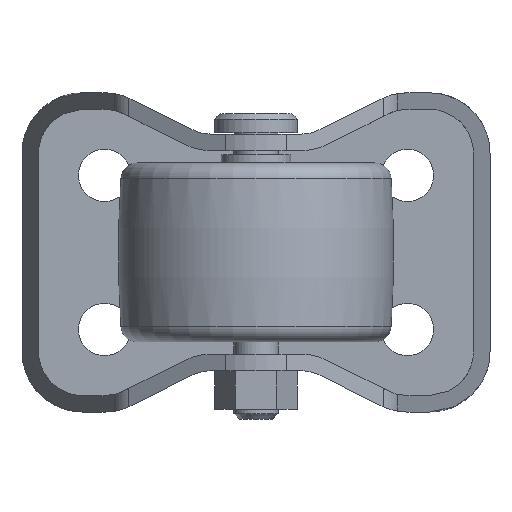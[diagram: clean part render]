
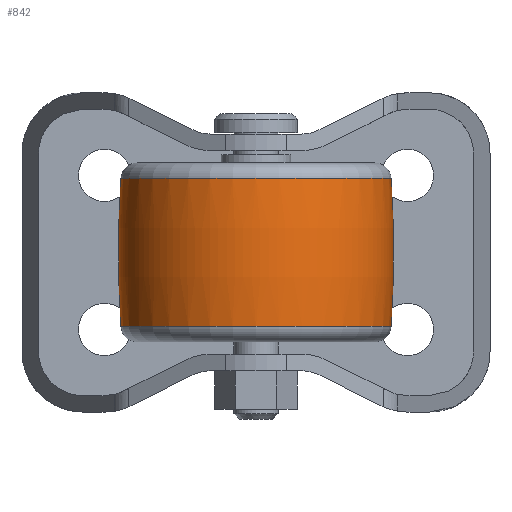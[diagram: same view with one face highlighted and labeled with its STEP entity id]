
A CAD part, front view. The second image highlights one B-rep face of the part: STEP entity #842.
In plain terms, the highlighted toroidal (fillet/blend) face has major radius 175 mm and minor radius 200 mm.
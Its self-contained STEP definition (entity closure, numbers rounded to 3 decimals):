
#632 = ORIENTED_EDGE ( 'NONE', *, *, #1383, .F. ) ;
#633 = EDGE_CURVE ( 'NONE', #1226, #1215, #2567, .T. ) ;
#634 = ORIENTED_EDGE ( 'NONE', *, *, #633, .T. ) ;
#831 = EDGE_LOOP ( 'NONE', ( #632, #634, #845, #844 ) ) ;
#842 = ADVANCED_FACE ( 'NONE', ( #2752 ), #2853, .T. ) ;
#843 = EDGE_CURVE ( 'NONE', #1259, #1180, #2902, .T. ) ;
#844 = ORIENTED_EDGE ( 'NONE', *, *, #843, .T. ) ;
#845 = ORIENTED_EDGE ( 'NONE', *, *, #1375, .T. ) ;
#1180 = VERTEX_POINT ( 'NONE', #3480 ) ;
#1215 = VERTEX_POINT ( 'NONE', #3416 ) ;
#1226 = VERTEX_POINT ( 'NONE', #3534 ) ;
#1259 = VERTEX_POINT ( 'NONE', #3572 ) ;
#1375 = EDGE_CURVE ( 'NONE', #1215, #1259, #3764, .T. ) ;
#1383 = EDGE_CURVE ( 'NONE', #1226, #1180, #3747, .T. ) ;
#2563 = DIRECTION ( 'NONE',  ( 1., 0., 0. ) ) ;
#2564 = DIRECTION ( 'NONE',  ( 0., 0., 1. ) ) ;
#2565 = CARTESIAN_POINT ( 'NONE',  ( 0., -53., -13.452 ) ) ;
#2566 = AXIS2_PLACEMENT_3D ( 'NONE', #2565, #2564, #2563 ) ;
#2567 = CIRCLE ( 'NONE', #2566, 24.547 ) ;
#2752 = FACE_OUTER_BOUND ( 'NONE', #831, .T. ) ;
#2833 = DIRECTION ( 'NONE',  ( 1., 0., 0. ) ) ;
#2834 = DIRECTION ( 'NONE',  ( 0., 0., 1. ) ) ;
#2853 = TOROIDAL_SURFACE ( 'NONE', #2886, -175., 200. ) ;
#2885 = CARTESIAN_POINT ( 'NONE',  ( 0., -53., 0. ) ) ;
#2886 = AXIS2_PLACEMENT_3D ( 'NONE', #2885, #2834, #2833 ) ;
#2899 = DIRECTION ( 'NONE',  ( -1., 0., 0. ) ) ;
#2900 = DIRECTION ( 'NONE',  ( 0., 0., -1. ) ) ;
#2901 = CARTESIAN_POINT ( 'NONE',  ( 0., -53., 13.452 ) ) ;
#2902 = CIRCLE ( 'NONE', #2954, 24.547 ) ;
#2954 = AXIS2_PLACEMENT_3D ( 'NONE', #2901, #2900, #2899 ) ;
#3416 = CARTESIAN_POINT ( 'NONE',  ( 24.547, -53., -13.452 ) ) ;
#3480 = CARTESIAN_POINT ( 'NONE',  ( -24.547, -53., 13.452 ) ) ;
#3534 = CARTESIAN_POINT ( 'NONE',  ( -24.547, -53., -13.452 ) ) ;
#3572 = CARTESIAN_POINT ( 'NONE',  ( 24.547, -53., 13.452 ) ) ;
#3747 = CIRCLE ( 'NONE', #3757, 200. ) ;
#3755 = DIRECTION ( 'NONE',  ( 0., 0., -1. ) ) ;
#3756 = DIRECTION ( 'NONE',  ( 0., -1., 0. ) ) ;
#3757 = AXIS2_PLACEMENT_3D ( 'NONE', #3851, #3850, #3849 ) ;
#3763 = CARTESIAN_POINT ( 'NONE',  ( -175., -53., 0. ) ) ;
#3764 = CIRCLE ( 'NONE', #3855, 200. ) ;
#3849 = DIRECTION ( 'NONE',  ( -1., 0., 0. ) ) ;
#3850 = DIRECTION ( 'NONE',  ( 0., 1., 0. ) ) ;
#3851 = CARTESIAN_POINT ( 'NONE',  ( 175., -53., 0. ) ) ;
#3855 = AXIS2_PLACEMENT_3D ( 'NONE', #3763, #3756, #3755 ) ;
